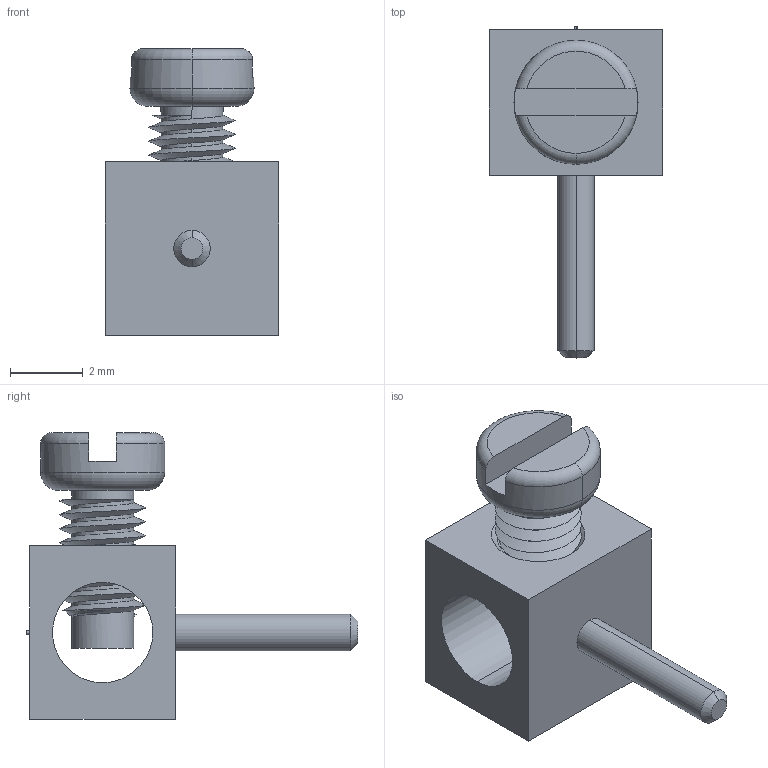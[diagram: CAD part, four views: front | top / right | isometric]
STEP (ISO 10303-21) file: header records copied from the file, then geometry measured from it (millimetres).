
FILE_DESCRIPTION (( 'STEP AP214' ), '1' );
FILE_NAME ('8734.STEP', '2023-09-04T08:42:12', ( '' ), ( '' ), 'SwSTEP 2.0', 'SolidWorks 2021', '' );
FILE_SCHEMA (( 'AUTOMOTIVE_DESIGN' ));
Length unit declared in the file: millimetre
Products named in the file (4): F8734-1_F8734-1; F8734-2_F8734-2; 8734_8734; 8734
Assembly tree (3 placements, depth 3):
  8734
    8734_8734
      F8734-1_F8734-1
      F8734-2_F8734-2
Bounding box: 4.75 x 9.1 x 7.85 mm (x, y, z)
Volume: 85.3 mm3; surface area: 251.5 mm2
Topology: 2 solids, 2 shells, 70 faces, 179 edges, 115 vertices
Faces by surface type: cylinder 34, plane 18, bspline 7, cone 6, torus 5
Entity records: 3775 total; most frequent: CARTESIAN_POINT 2129, ORIENTED_EDGE 358, DIRECTION 286, EDGE_CURVE 179, VERTEX_POINT 115, AXIS2_PLACEMENT_3D 113, EDGE_LOOP 76, ADVANCED_FACE 70
